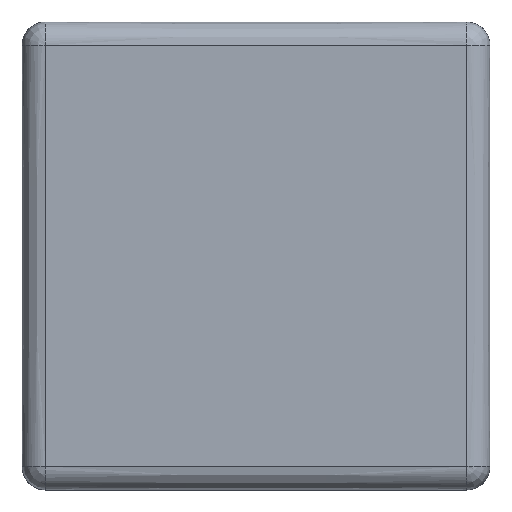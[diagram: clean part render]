
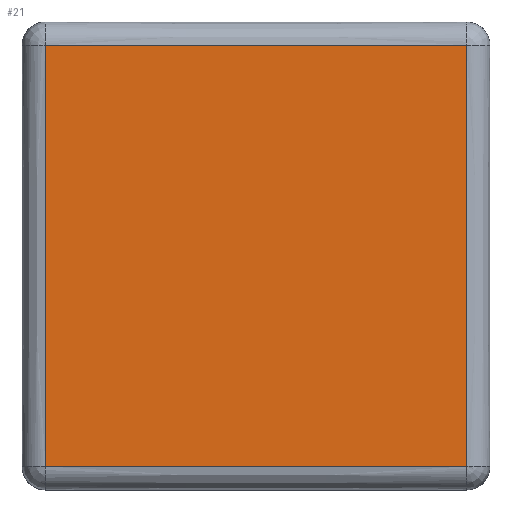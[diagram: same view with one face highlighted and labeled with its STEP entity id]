
A CAD part, top view. The second image highlights one B-rep face of the part: STEP entity #21.
In plain terms, the highlighted free-form (B-spline) face has degree [3, 2] with [4, 17] control points.
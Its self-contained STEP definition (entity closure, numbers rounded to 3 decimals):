
#21=ADVANCED_FACE('',(#91),#890,.T.);
#91=FACE_OUTER_BOUND('',#161,.T.);
#161=EDGE_LOOP('',(#236,#237,#238,#239));
#236=ORIENTED_EDGE('',*,*,#528,.T.);
#237=ORIENTED_EDGE('',*,*,#525,.F.);
#238=ORIENTED_EDGE('',*,*,#529,.T.);
#239=ORIENTED_EDGE('',*,*,#527,.F.);
#525=EDGE_CURVE('',#811,#808,#775,.T.);
#527=EDGE_CURVE('',#809,#810,#777,.T.);
#528=EDGE_CURVE('',#809,#808,#778,.T.);
#529=EDGE_CURVE('',#811,#810,#779,.T.);
#775=B_SPLINE_CURVE_WITH_KNOTS('',1,(#2467,#2468),.UNSPECIFIED.,.F.,.F.,
(2,2),(0.,90.),.UNSPECIFIED.);
#777=B_SPLINE_CURVE_WITH_KNOTS('',1,(#2471,#2472),.UNSPECIFIED.,.F.,.F.,
(2,2),(-90.,0.),.UNSPECIFIED.);
#778=B_SPLINE_CURVE_WITH_KNOTS('',1,(#2473,#2474),.UNSPECIFIED.,.F.,.F.,
(2,2),(-90.,0.),.UNSPECIFIED.);
#779=B_SPLINE_CURVE_WITH_KNOTS('',1,(#2475,#2476),.UNSPECIFIED.,.F.,.F.,
(2,2),(0.,90.),.UNSPECIFIED.);
#808=VERTEX_POINT('',#2417);
#809=VERTEX_POINT('',#2418);
#810=VERTEX_POINT('',#2419);
#811=VERTEX_POINT('',#2420);
#890=(
BOUNDED_SURFACE()
B_SPLINE_SURFACE(3,2,((#968,#969,#970,#971,#972,#973,#974,#975,#976,#977,
#978,#979,#980,#981,#982,#983,#984),(#985,#986,#987,#988,#989,#990,#991,
#992,#993,#994,#995,#996,#997,#998,#999,#1000,#1001),(#1002,#1003,#1004,
#1005,#1006,#1007,#1008,#1009,#1010,#1011,#1012,#1013,#1014,#1015,#1016,
#1017,#1018),(#1019,#1020,#1021,#1022,#1023,#1024,#1025,#1026,#1027,#1028,
#1029,#1030,#1031,#1032,#1033,#1034,#1035)),.UNSPECIFIED.,.F.,.F.,.F.)
B_SPLINE_SURFACE_WITH_KNOTS((4,4),(3,2,2,2,2,2,2,2,3),(0.,90.),(0.,90.,
97.854,117.854,125.708,215.708,223.562,
243.562,251.416),.UNSPECIFIED.)
GEOMETRIC_REPRESENTATION_ITEM()
RATIONAL_B_SPLINE_SURFACE(((1.,1.,1.,0.707,1.,1.,1.,0.707,
1.,1.,1.,0.707,1.,1.,1.,0.707,1.),(1.,1.,1.,0.707,
1.,1.,1.,0.707,1.,1.,1.,0.707,1.,1.,1.,0.707,
1.),(1.,1.,1.,0.707,1.,1.,1.,0.707,1.,1.,1.,0.707,
1.,1.,1.,0.707,1.),(1.,1.,1.,0.707,1.,1.,1.,0.707,
1.,1.,1.,0.707,1.,1.,1.,0.707,1.)))
REPRESENTATION_ITEM('')
SURFACE()
);
#968=CARTESIAN_POINT('',(45.,-45.,-15.));
#969=CARTESIAN_POINT('',(45.,0.,-15.));
#970=CARTESIAN_POINT('',(45.,45.,-15.));
#971=CARTESIAN_POINT('',(45.,50.,-15.));
#972=CARTESIAN_POINT('',(45.,50.,-10.));
#973=CARTESIAN_POINT('',(45.,50.,0.));
#974=CARTESIAN_POINT('',(45.,50.,10.));
#975=CARTESIAN_POINT('',(45.,50.,15.));
#976=CARTESIAN_POINT('',(45.,45.,15.));
#977=CARTESIAN_POINT('',(45.,0.,15.));
#978=CARTESIAN_POINT('',(45.,-45.,15.));
#979=CARTESIAN_POINT('',(45.,-50.,15.));
#980=CARTESIAN_POINT('',(45.,-50.,10.));
#981=CARTESIAN_POINT('',(45.,-50.,0.));
#982=CARTESIAN_POINT('',(45.,-50.,-10.));
#983=CARTESIAN_POINT('',(45.,-50.,-15.));
#984=CARTESIAN_POINT('',(45.,-45.,-15.));
#985=CARTESIAN_POINT('',(15.,-45.,-15.));
#986=CARTESIAN_POINT('',(15.,0.,-15.));
#987=CARTESIAN_POINT('',(15.,45.,-15.));
#988=CARTESIAN_POINT('',(15.,50.,-15.));
#989=CARTESIAN_POINT('',(15.,50.,-10.));
#990=CARTESIAN_POINT('',(15.,50.,0.));
#991=CARTESIAN_POINT('',(15.,50.,10.));
#992=CARTESIAN_POINT('',(15.,50.,15.));
#993=CARTESIAN_POINT('',(15.,45.,15.));
#994=CARTESIAN_POINT('',(15.,0.,15.));
#995=CARTESIAN_POINT('',(15.,-45.,15.));
#996=CARTESIAN_POINT('',(15.,-50.,15.));
#997=CARTESIAN_POINT('',(15.,-50.,10.));
#998=CARTESIAN_POINT('',(15.,-50.,0.));
#999=CARTESIAN_POINT('',(15.,-50.,-10.));
#1000=CARTESIAN_POINT('',(15.,-50.,-15.));
#1001=CARTESIAN_POINT('',(15.,-45.,-15.));
#1002=CARTESIAN_POINT('',(-15.,-45.,-15.));
#1003=CARTESIAN_POINT('',(-15.,0.,-15.));
#1004=CARTESIAN_POINT('',(-15.,45.,-15.));
#1005=CARTESIAN_POINT('',(-15.,50.,-15.));
#1006=CARTESIAN_POINT('',(-15.,50.,-10.));
#1007=CARTESIAN_POINT('',(-15.,50.,0.));
#1008=CARTESIAN_POINT('',(-15.,50.,10.));
#1009=CARTESIAN_POINT('',(-15.,50.,15.));
#1010=CARTESIAN_POINT('',(-15.,45.,15.));
#1011=CARTESIAN_POINT('',(-15.,0.,15.));
#1012=CARTESIAN_POINT('',(-15.,-45.,15.));
#1013=CARTESIAN_POINT('',(-15.,-50.,15.));
#1014=CARTESIAN_POINT('',(-15.,-50.,10.));
#1015=CARTESIAN_POINT('',(-15.,-50.,0.));
#1016=CARTESIAN_POINT('',(-15.,-50.,-10.));
#1017=CARTESIAN_POINT('',(-15.,-50.,-15.));
#1018=CARTESIAN_POINT('',(-15.,-45.,-15.));
#1019=CARTESIAN_POINT('',(-45.,-45.,-15.));
#1020=CARTESIAN_POINT('',(-45.,0.,-15.));
#1021=CARTESIAN_POINT('',(-45.,45.,-15.));
#1022=CARTESIAN_POINT('',(-45.,50.,-15.));
#1023=CARTESIAN_POINT('',(-45.,50.,-10.));
#1024=CARTESIAN_POINT('',(-45.,50.,0.));
#1025=CARTESIAN_POINT('',(-45.,50.,10.));
#1026=CARTESIAN_POINT('',(-45.,50.,15.));
#1027=CARTESIAN_POINT('',(-45.,45.,15.));
#1028=CARTESIAN_POINT('',(-45.,0.,15.));
#1029=CARTESIAN_POINT('',(-45.,-45.,15.));
#1030=CARTESIAN_POINT('',(-45.,-50.,15.));
#1031=CARTESIAN_POINT('',(-45.,-50.,10.));
#1032=CARTESIAN_POINT('',(-45.,-50.,0.));
#1033=CARTESIAN_POINT('',(-45.,-50.,-10.));
#1034=CARTESIAN_POINT('',(-45.,-50.,-15.));
#1035=CARTESIAN_POINT('',(-45.,-45.,-15.));
#2417=CARTESIAN_POINT('',(-45.,45.,15.));
#2418=CARTESIAN_POINT('',(45.,45.,15.));
#2419=CARTESIAN_POINT('',(45.,-45.,15.));
#2420=CARTESIAN_POINT('',(-45.,-45.,15.));
#2467=CARTESIAN_POINT('',(-45.,-45.,15.));
#2468=CARTESIAN_POINT('',(-45.,45.,15.));
#2471=CARTESIAN_POINT('',(45.,45.,15.));
#2472=CARTESIAN_POINT('',(45.,-45.,15.));
#2473=CARTESIAN_POINT('',(45.,45.,15.));
#2474=CARTESIAN_POINT('',(-45.,45.,15.));
#2475=CARTESIAN_POINT('',(-45.,-45.,15.));
#2476=CARTESIAN_POINT('',(45.,-45.,15.));
